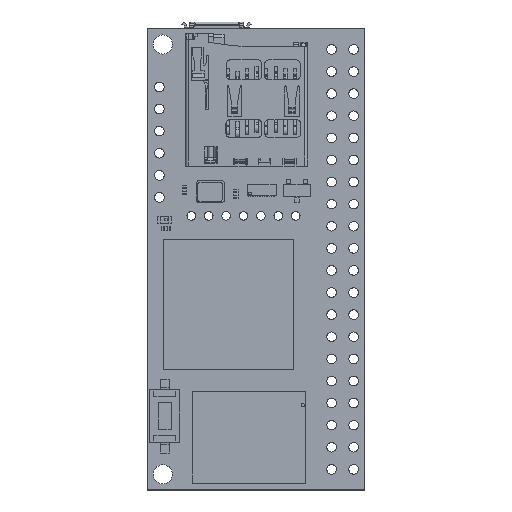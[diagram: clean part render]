
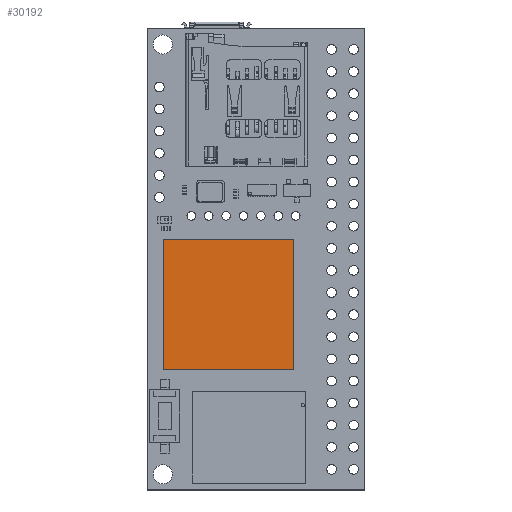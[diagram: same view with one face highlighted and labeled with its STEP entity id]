
A CAD part, top view. The second image highlights one B-rep face of the part: STEP entity #30192.
In plain terms, the highlighted planar face has unit normal (0, 0, 1).
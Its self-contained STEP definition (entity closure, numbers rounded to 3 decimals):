
#29878 = VERTEX_POINT('',#29879);
#29879 = CARTESIAN_POINT('',(7.5,7.5,0.91));
#29886 = PLANE('',#29887);
#29887 = AXIS2_PLACEMENT_3D('',#29888,#29889,#29890);
#29888 = CARTESIAN_POINT('',(7.5,7.5,0.));
#29889 = DIRECTION('',(0.,-1.,0.));
#29890 = DIRECTION('',(-1.,0.,0.));
#29898 = PLANE('',#29899);
#29899 = AXIS2_PLACEMENT_3D('',#29900,#29901,#29902);
#29900 = CARTESIAN_POINT('',(7.5,-7.5,0.));
#29901 = DIRECTION('',(-1.,0.,0.));
#29902 = DIRECTION('',(0.,1.,0.));
#29910 = EDGE_CURVE('',#29878,#29911,#29913,.T.);
#29911 = VERTEX_POINT('',#29912);
#29912 = CARTESIAN_POINT('',(-7.5,7.5,0.91));
#29913 = SURFACE_CURVE('',#29914,(#29918,#29925),.PCURVE_S1.);
#29914 = LINE('',#29915,#29916);
#29915 = CARTESIAN_POINT('',(7.5,7.5,0.91));
#29916 = VECTOR('',#29917,1.);
#29917 = DIRECTION('',(-1.,0.,0.));
#29918 = PCURVE('',#29886,#29919);
#29919 = DEFINITIONAL_REPRESENTATION('',(#29920),#29924);
#29920 = LINE('',#29921,#29922);
#29921 = CARTESIAN_POINT('',(0.,-0.91));
#29922 = VECTOR('',#29923,1.);
#29923 = DIRECTION('',(1.,0.));
#29924 = ( GEOMETRIC_REPRESENTATION_CONTEXT(2) 
PARAMETRIC_REPRESENTATION_CONTEXT() REPRESENTATION_CONTEXT('2D SPACE',''
  ) );
#29925 = PCURVE('',#29926,#29931);
#29926 = PLANE('',#29927);
#29927 = AXIS2_PLACEMENT_3D('',#29928,#29929,#29930);
#29928 = CARTESIAN_POINT('',(7.5,7.5,0.91));
#29929 = DIRECTION('',(0.,0.,-1.));
#29930 = DIRECTION('',(-1.,0.,0.));
#29931 = DEFINITIONAL_REPRESENTATION('',(#29932),#29936);
#29932 = LINE('',#29933,#29934);
#29933 = CARTESIAN_POINT('',(0.,0.));
#29934 = VECTOR('',#29935,1.);
#29935 = DIRECTION('',(1.,0.));
#29936 = ( GEOMETRIC_REPRESENTATION_CONTEXT(2) 
PARAMETRIC_REPRESENTATION_CONTEXT() REPRESENTATION_CONTEXT('2D SPACE',''
  ) );
#29954 = PLANE('',#29955);
#29955 = AXIS2_PLACEMENT_3D('',#29956,#29957,#29958);
#29956 = CARTESIAN_POINT('',(-7.5,7.5,0.));
#29957 = DIRECTION('',(1.,0.,0.));
#29958 = DIRECTION('',(0.,-1.,0.));
#29996 = EDGE_CURVE('',#29911,#29997,#29999,.T.);
#29997 = VERTEX_POINT('',#29998);
#29998 = CARTESIAN_POINT('',(-7.5,-7.5,0.91));
#29999 = SURFACE_CURVE('',#30000,(#30004,#30011),.PCURVE_S1.);
#30000 = LINE('',#30001,#30002);
#30001 = CARTESIAN_POINT('',(-7.5,7.5,0.91));
#30002 = VECTOR('',#30003,1.);
#30003 = DIRECTION('',(0.,-1.,0.));
#30004 = PCURVE('',#29954,#30005);
#30005 = DEFINITIONAL_REPRESENTATION('',(#30006),#30010);
#30006 = LINE('',#30007,#30008);
#30007 = CARTESIAN_POINT('',(0.,-0.91));
#30008 = VECTOR('',#30009,1.);
#30009 = DIRECTION('',(1.,0.));
#30010 = ( GEOMETRIC_REPRESENTATION_CONTEXT(2) 
PARAMETRIC_REPRESENTATION_CONTEXT() REPRESENTATION_CONTEXT('2D SPACE',''
  ) );
#30011 = PCURVE('',#29926,#30012);
#30012 = DEFINITIONAL_REPRESENTATION('',(#30013),#30017);
#30013 = LINE('',#30014,#30015);
#30014 = CARTESIAN_POINT('',(15.,0.));
#30015 = VECTOR('',#30016,1.);
#30016 = DIRECTION('',(0.,-1.));
#30017 = ( GEOMETRIC_REPRESENTATION_CONTEXT(2) 
PARAMETRIC_REPRESENTATION_CONTEXT() REPRESENTATION_CONTEXT('2D SPACE',''
  ) );
#30035 = PLANE('',#30036);
#30036 = AXIS2_PLACEMENT_3D('',#30037,#30038,#30039);
#30037 = CARTESIAN_POINT('',(-7.5,-7.5,0.));
#30038 = DIRECTION('',(0.,1.,0.));
#30039 = DIRECTION('',(1.,0.,0.));
#30072 = EDGE_CURVE('',#29997,#30073,#30075,.T.);
#30073 = VERTEX_POINT('',#30074);
#30074 = CARTESIAN_POINT('',(7.5,-7.5,0.91));
#30075 = SURFACE_CURVE('',#30076,(#30080,#30087),.PCURVE_S1.);
#30076 = LINE('',#30077,#30078);
#30077 = CARTESIAN_POINT('',(-7.5,-7.5,0.91));
#30078 = VECTOR('',#30079,1.);
#30079 = DIRECTION('',(1.,0.,0.));
#30080 = PCURVE('',#30035,#30081);
#30081 = DEFINITIONAL_REPRESENTATION('',(#30082),#30086);
#30082 = LINE('',#30083,#30084);
#30083 = CARTESIAN_POINT('',(0.,-0.91));
#30084 = VECTOR('',#30085,1.);
#30085 = DIRECTION('',(1.,0.));
#30086 = ( GEOMETRIC_REPRESENTATION_CONTEXT(2) 
PARAMETRIC_REPRESENTATION_CONTEXT() REPRESENTATION_CONTEXT('2D SPACE',''
  ) );
#30087 = PCURVE('',#29926,#30088);
#30088 = DEFINITIONAL_REPRESENTATION('',(#30089),#30093);
#30089 = LINE('',#30090,#30091);
#30090 = CARTESIAN_POINT('',(15.,-15.));
#30091 = VECTOR('',#30092,1.);
#30092 = DIRECTION('',(-1.,0.));
#30093 = ( GEOMETRIC_REPRESENTATION_CONTEXT(2) 
PARAMETRIC_REPRESENTATION_CONTEXT() REPRESENTATION_CONTEXT('2D SPACE',''
  ) );
#30143 = EDGE_CURVE('',#30073,#29878,#30144,.T.);
#30144 = SURFACE_CURVE('',#30145,(#30149,#30156),.PCURVE_S1.);
#30145 = LINE('',#30146,#30147);
#30146 = CARTESIAN_POINT('',(7.5,-7.5,0.91));
#30147 = VECTOR('',#30148,1.);
#30148 = DIRECTION('',(0.,1.,0.));
#30149 = PCURVE('',#29898,#30150);
#30150 = DEFINITIONAL_REPRESENTATION('',(#30151),#30155);
#30151 = LINE('',#30152,#30153);
#30152 = CARTESIAN_POINT('',(0.,-0.91));
#30153 = VECTOR('',#30154,1.);
#30154 = DIRECTION('',(1.,0.));
#30155 = ( GEOMETRIC_REPRESENTATION_CONTEXT(2) 
PARAMETRIC_REPRESENTATION_CONTEXT() REPRESENTATION_CONTEXT('2D SPACE',''
  ) );
#30156 = PCURVE('',#29926,#30157);
#30157 = DEFINITIONAL_REPRESENTATION('',(#30158),#30162);
#30158 = LINE('',#30159,#30160);
#30159 = CARTESIAN_POINT('',(0.,-15.));
#30160 = VECTOR('',#30161,1.);
#30161 = DIRECTION('',(0.,1.));
#30162 = ( GEOMETRIC_REPRESENTATION_CONTEXT(2) 
PARAMETRIC_REPRESENTATION_CONTEXT() REPRESENTATION_CONTEXT('2D SPACE',''
  ) );
#30192 = ADVANCED_FACE('',(#30193),#29926,.F.);
#30193 = FACE_BOUND('',#30194,.T.);
#30194 = EDGE_LOOP('',(#30195,#30196,#30197,#30198));
#30195 = ORIENTED_EDGE('',*,*,#29910,.T.);
#30196 = ORIENTED_EDGE('',*,*,#29996,.T.);
#30197 = ORIENTED_EDGE('',*,*,#30072,.T.);
#30198 = ORIENTED_EDGE('',*,*,#30143,.T.);
